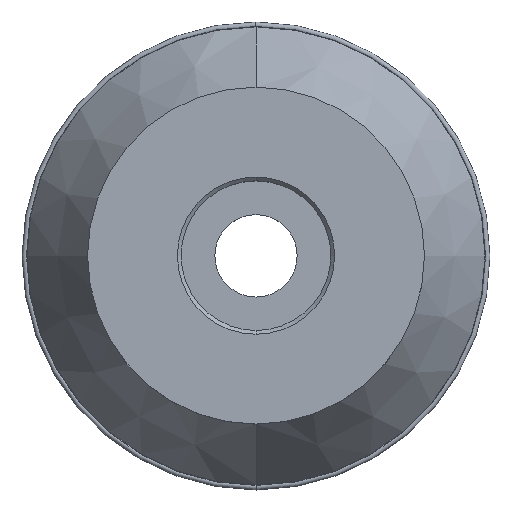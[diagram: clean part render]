
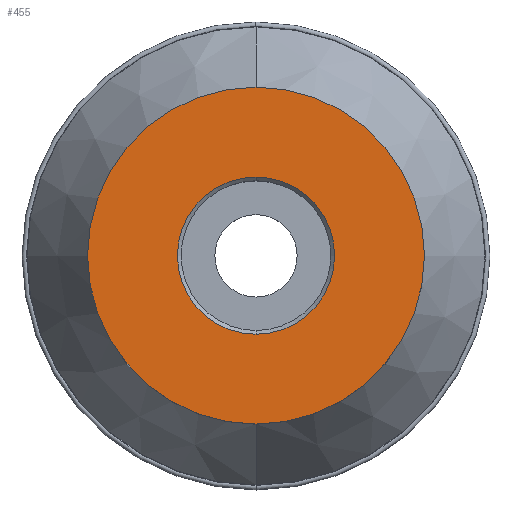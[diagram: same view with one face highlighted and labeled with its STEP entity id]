
A CAD part, top view. The second image highlights one B-rep face of the part: STEP entity #455.
In plain terms, the highlighted planar face has unit normal (0, 0, 1).
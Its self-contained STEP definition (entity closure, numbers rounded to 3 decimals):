
#213=EDGE_CURVE('',#331,#463,#566,.T.);
#225=EDGE_CURVE('',#463,#331,#579,.T.);
#235=VERTEX_POINT('',#591);
#331=VERTEX_POINT('',#704);
#389=EDGE_CURVE('',#235,#473,#768,.T.);
#455=ADVANCED_FACE('',(#839,#840),#841,.T.);
#463=VERTEX_POINT('',#850);
#473=VERTEX_POINT('',#860);
#483=EDGE_CURVE('',#473,#235,#870,.T.);
#566=CIRCLE('',#954,45.0);
#579=CIRCLE('',#973,45.0);
#591=CARTESIAN_POINT('',(0.,-21.0,0.0));
#704=CARTESIAN_POINT('',(0.0,45.0,0.0));
#768=CIRCLE('',#1204,21.0);
#839=FACE_BOUND('',#1295,.T.);
#840=FACE_OUTER_BOUND('',#1296,.T.);
#841=PLANE('',#1297);
#850=CARTESIAN_POINT('',(0.,-45.0,0.0));
#860=CARTESIAN_POINT('',(0.0,21.0,0.0));
#870=CIRCLE('',#1337,21.0);
#954=AXIS2_PLACEMENT_3D('',#1432,#1433,#1434);
#973=AXIS2_PLACEMENT_3D('',#1450,#1451,#1452);
#1204=AXIS2_PLACEMENT_3D('',#1719,#1720,#1721);
#1295=EDGE_LOOP('',(#1814,#1815));
#1296=EDGE_LOOP('',(#1816,#1817));
#1297=AXIS2_PLACEMENT_3D('',#1818,#1819,#1820);
#1337=AXIS2_PLACEMENT_3D('',#1849,#1850,#1851);
#1432=CARTESIAN_POINT('',(0.0,0.0,0.0));
#1433=DIRECTION('',(0.0,0.0,-1.0));
#1434=DIRECTION('',(0.0,1.0,0.0));
#1450=CARTESIAN_POINT('',(0.0,0.0,0.0));
#1451=DIRECTION('',(0.0,0.0,-1.0));
#1452=DIRECTION('',(0.0,1.0,0.0));
#1719=CARTESIAN_POINT('',(0.0,0.0,0.0));
#1720=DIRECTION('',(-0.0,0.0,-1.0));
#1721=DIRECTION('',(0.0,1.0,0.0));
#1814=ORIENTED_EDGE('',*,*,#483,.T.);
#1815=ORIENTED_EDGE('',*,*,#389,.T.);
#1816=ORIENTED_EDGE('',*,*,#213,.F.);
#1817=ORIENTED_EDGE('',*,*,#225,.F.);
#1818=CARTESIAN_POINT('',(0.0,22.5,0.0));
#1819=DIRECTION('',(-0.0,0.0,1.0));
#1820=DIRECTION('',(0.0,-1.0,0.0));
#1849=CARTESIAN_POINT('',(0.0,0.0,0.0));
#1850=DIRECTION('',(-0.0,0.0,-1.0));
#1851=DIRECTION('',(0.0,1.0,0.0));
